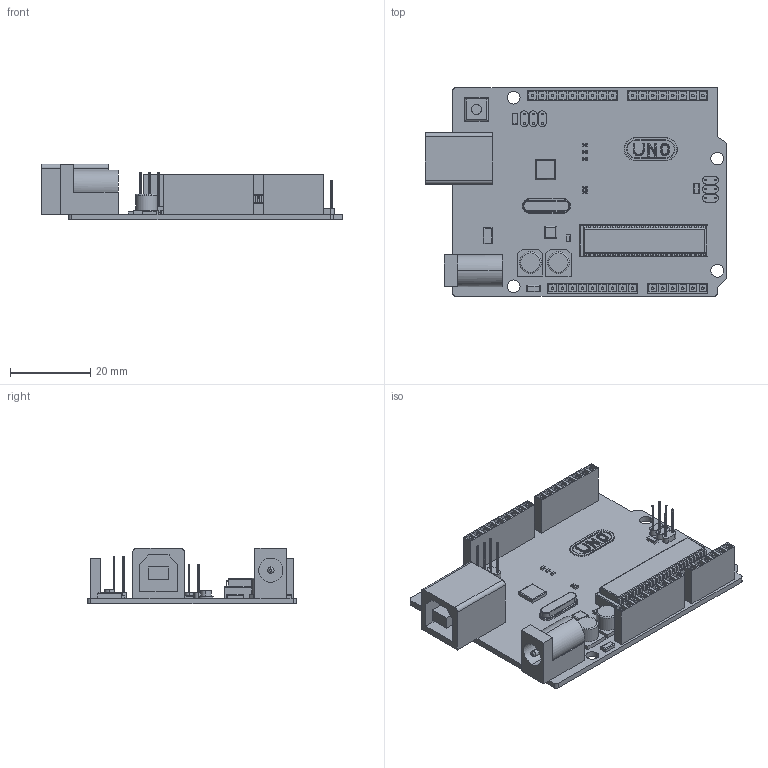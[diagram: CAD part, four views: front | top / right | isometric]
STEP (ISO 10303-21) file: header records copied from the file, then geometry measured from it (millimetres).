
FILE_DESCRIPTION (( 'STEP AP203' ), '1' );
FILE_NAME ('ARDUINO UNO R3 Step.STEP', '2022-11-16T01:14:19', ( '' ), ( '' ), 'SwSTEP 2.0', 'SolidWorks 2018', '' );
FILE_SCHEMA (( 'CONFIG_CONTROL_DESIGN' ));
Length unit declared in the file: millimetre
Products named in the file (1): ARDUINO UNO R3 Step
Bounding box: 75.3 x 52.08 x 13.9 mm (x, y, z)
Volume: 10674.4 mm3; surface area: 15432.3 mm2
Topology: 1 solids, 1 shells, 1149 faces, 2993 edges, 1960 vertices
Faces by surface type: plane 767, cylinder 359, torus 23
Entity records: 35221 total; most frequent: CARTESIAN_POINT 6307, ORIENTED_EDGE 5986, DIRECTION 5846, EDGE_CURVE 2993, VECTOR 2304, LINE 2304, VERTEX_POINT 1960, AXIS2_PLACEMENT_3D 1771
